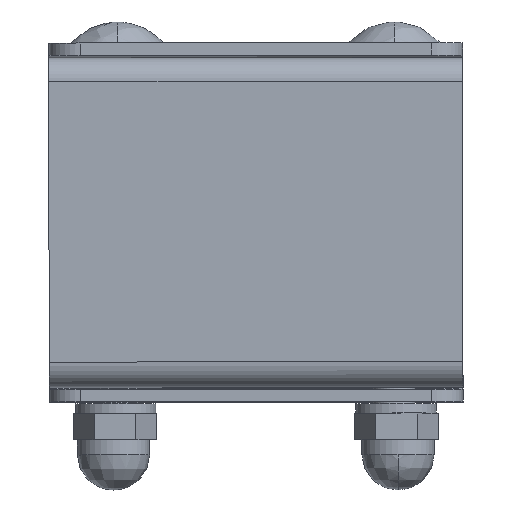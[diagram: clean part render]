
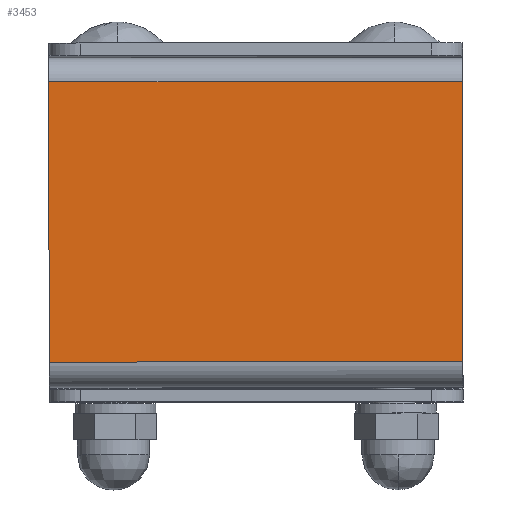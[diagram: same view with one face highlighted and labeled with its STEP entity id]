
A CAD part, top view. The second image highlights one B-rep face of the part: STEP entity #3453.
In plain terms, the highlighted planar face has unit normal (0, 0, 1).
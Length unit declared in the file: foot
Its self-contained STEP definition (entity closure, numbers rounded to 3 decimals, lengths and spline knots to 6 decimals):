
#280=PLANE('',#4241);
#437=LINE('',#13470,#656);
#440=LINE('',#13485,#659);
#448=LINE('',#13503,#667);
#449=LINE('',#13505,#668);
#656=VECTOR('',#4817,1.);
#659=VECTOR('',#4830,1.);
#667=VECTOR('',#4852,1.);
#668=VECTOR('',#4855,1.);
#1096=FACE_OUTER_BOUND('',#1309,.T.);
#1309=EDGE_LOOP('',(#2925,#2926,#2927,#2928));
#1715=VERTEX_POINT('',#13467);
#1716=VERTEX_POINT('',#13469);
#1722=VERTEX_POINT('',#13482);
#1723=VERTEX_POINT('',#13484);
#2132=EDGE_CURVE('',#1715,#1716,#437,.T.);
#2139=EDGE_CURVE('',#1722,#1723,#440,.T.);
#2149=EDGE_CURVE('',#1716,#1722,#448,.T.);
#2150=EDGE_CURVE('',#1715,#1723,#449,.T.);
#2925=ORIENTED_EDGE('',*,*,#2132,.F.);
#2926=ORIENTED_EDGE('',*,*,#2150,.T.);
#2927=ORIENTED_EDGE('',*,*,#2139,.F.);
#2928=ORIENTED_EDGE('',*,*,#2149,.F.);
#3453=ADVANCED_FACE('',(#1096),#280,.T.);
#4241=AXIS2_PLACEMENT_3D('',#13504,#4853,#4854);
#4817=DIRECTION('',(-0.001,1.,0.));
#4830=DIRECTION('',(0.001,-1.,0.));
#4852=DIRECTION('',(1.,0.001,0.));
#4853=DIRECTION('center_axis',(0.,0.,
1.));
#4854=DIRECTION('ref_axis',(1.,0.001,0.));
#4855=DIRECTION('',(1.,0.001,0.));
#13467=CARTESIAN_POINT('',(-0.104242,-0.070578,0.057143));
#13469=CARTESIAN_POINT('',(-0.104334,0.070568,0.057143));
#13470=CARTESIAN_POINT('',(-0.104242,-0.070578,0.057143));
#13482=CARTESIAN_POINT('',(0.103999,0.070705,0.057143));
#13484=CARTESIAN_POINT('',(0.104092,-0.070441,0.057143));
#13485=CARTESIAN_POINT('',(0.103999,0.070705,0.057143));
#13503=CARTESIAN_POINT('',(-0.104334,0.070568,0.057143));
#13504=CARTESIAN_POINT('Origin',(-0.104242,-0.070578,
0.057143));
#13505=CARTESIAN_POINT('',(-0.104242,-0.070578,0.057143));
